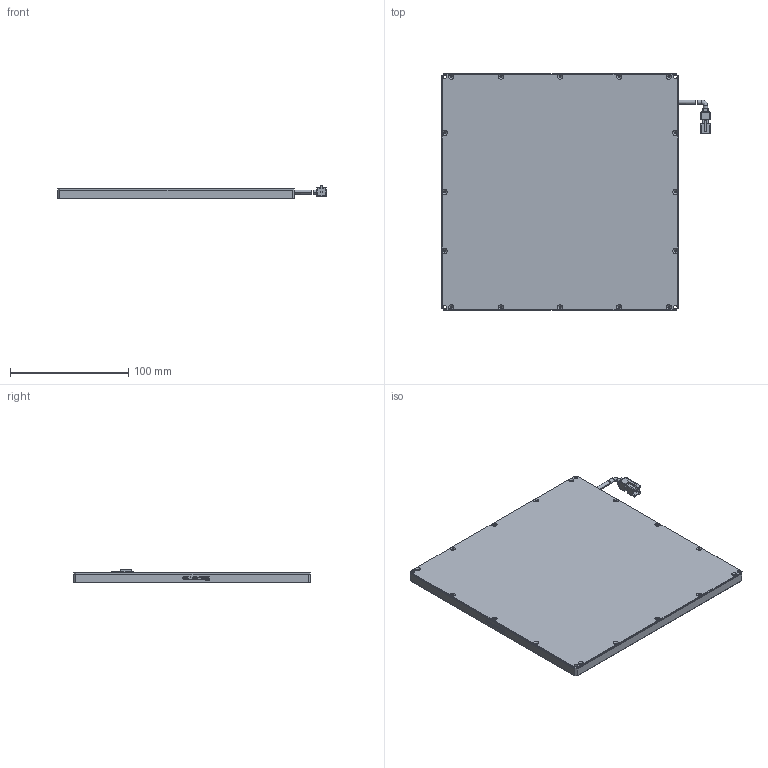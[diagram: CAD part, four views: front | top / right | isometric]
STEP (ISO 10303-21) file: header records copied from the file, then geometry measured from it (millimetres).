
FILE_DESCRIPTION (( 'STEP AP214' ), '1' );
FILE_NAME ('660505-G.STEP', '2019-02-14T07:20:48', ( 'user' ), ( '微软中国' ), 'SwSTEP 2.0', 'SolidWorks 2016', '' );
FILE_SCHEMA (( 'AUTOMOTIVE_DESIGN' ));
Length unit declared in the file: millimetre
Products named in the file (1): 660505-G
Bounding box: 227 x 200 x 11.8 mm (x, y, z)
Volume: 224961.1 mm3; surface area: 192479.6 mm2
Topology: 7 solids, 7 shells, 732 faces, 1881 edges, 1216 vertices
Faces by surface type: plane 472, cylinder 134, cone 65, bspline 61
Entity records: 29472 total; most frequent: CARTESIAN_POINT 4906, ORIENTED_EDGE 3698, DIRECTION 3378, EDGE_CURVE 1849, LINE 1378, VECTOR 1378, VERTEX_POINT 1216, AXIS2_PLACEMENT_3D 1000
